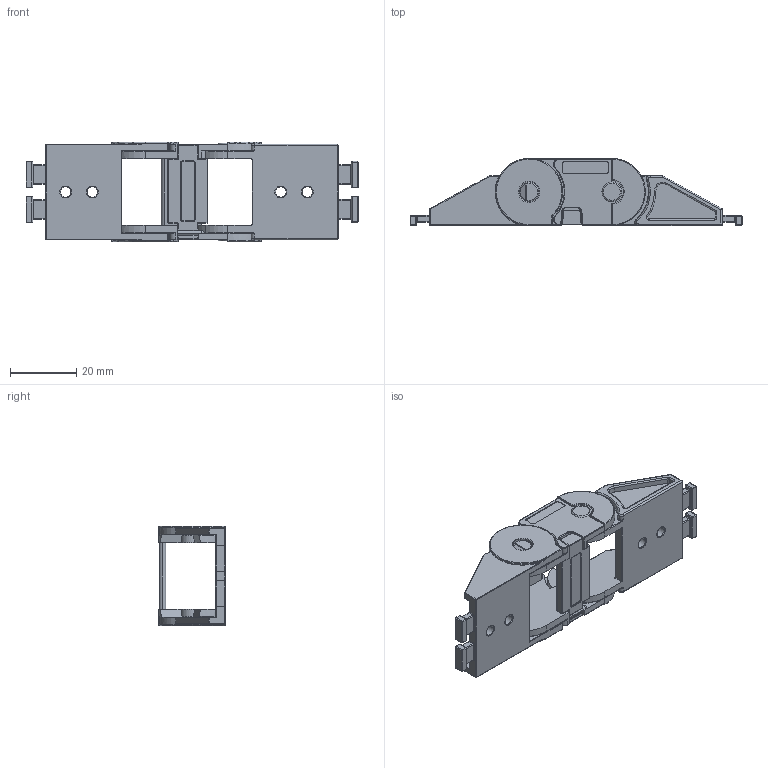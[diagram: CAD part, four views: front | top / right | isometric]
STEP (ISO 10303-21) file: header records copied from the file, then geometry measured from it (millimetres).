
FILE_DESCRIPTION (( 'STEP AP214' ), '1' );
FILE_NAME ('CK15-B020-AYAK.STEP', '2019-09-10T08:55:56', ( '' ), ( '' ), 'SwSTEP 2.0', 'SolidWorks 2017', '' );
FILE_SCHEMA (( 'AUTOMOTIVE_DESIGN' ));
Length unit declared in the file: millimetre
Products named in the file (1): CK15-B020-AYAK
Bounding box: 100.31 x 20.2 x 30 mm (x, y, z)
Volume: 14138.9 mm3; surface area: 14099.9 mm2
Topology: 4 solids, 4 shells, 839 faces, 2041 edges, 1147 vertices
Faces by surface type: cylinder 393, plane 185, torus 156, sphere 65, bspline 30, cone 10
Entity records: 24605 total; most frequent: CARTESIAN_POINT 5151, DIRECTION 4426, ORIENTED_EDGE 3926, EDGE_CURVE 1963, AXIS2_PLACEMENT_3D 1783, VERTEX_POINT 1144, CIRCLE 973, EDGE_LOOP 869
